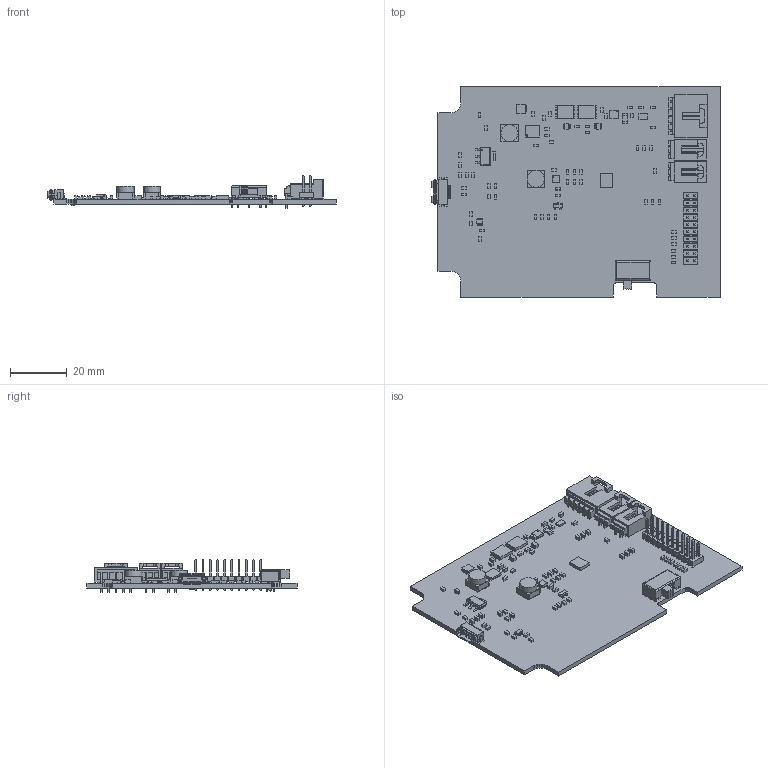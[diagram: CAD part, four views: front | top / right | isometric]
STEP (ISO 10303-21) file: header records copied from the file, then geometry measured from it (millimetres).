
FILE_DESCRIPTION(('Open CASCADE Model'),'2;1');
FILE_NAME('Open CASCADE Shape Model','2020-03-04T12:08:43',('Author'),( 'Open CASCADE'),'Open CASCADE STEP processor 6.8','Open CASCADE 6.8' ,'Unknown');
FILE_SCHEMA(('AUTOMOTIVE_DESIGN { 1 0 10303 214 1 1 1 1 }'));
Length unit declared in the file: millimetre
Products named in the file (179): PCB; Board; Open CASCADE STEP translator 6.8 2.1.1; R42; 6555029152; Extruded; R41; R40; R39; R33; R31; D1; SOT95P240X130-3N; C8; 6555028032; C11; IC2; 6535671024; Body; PinsArrayLR; PinsArrayTB; L1; 6535671504; body; cylinder; pin; Open_CASCADE_STEP_translator_6.8_1.3.1; R17; 6520746800; C18; C19; IC6; 6535668304; ThermalPin; L2; 6535666784; R34; R37; R38; Q2 ...
Assembly tree (239 placements, depth 5):
  PCB
    Board
      Open CASCADE STEP translator 6.8 2.1.1
    R42
      6555029152
        Extruded
    R41
      6555029152
        Extruded
    R40
      6555029152
        Extruded
    R39
      6555029152
        Extruded
    R33
      6555029152
        Extruded
    R31
      6555029152
        Extruded
    D1
      SOT95P240X130-3N
    C8
      6555028032
        Extruded
    C11
      6555028032
        Extruded
    IC2
      6535671024
        Body
        PinsArrayLR
        PinsArrayTB
    L1
      6535671504
        body
        cylinder
        pin  x2
          Open_CASCADE_STEP_translator_6.8_1.3.1
    R17
      6520746800
        Extruded
    C18
      6555028032
        Extruded
    C19
      6555028032
        Extruded
    IC6
      6535668304
        Body
        ThermalPin
        PinsArrayLR
        PinsArrayTB
    L2
      6535666784
        body
        cylinder
        pin  x2
Bounding box: 101.65 x 74.1 x 11.61 mm (x, y, z)
Volume: 14596.1 mm3; surface area: 21407.2 mm2
Topology: 260 solids, 260 shells, 3154 faces, 7371 edges, 4738 vertices
Faces by surface type: plane 2705, cylinder 253, bspline 180, cone 16
Full cylindrical faces by diameter (mm): 0.125 x1, 0.312 x1, 0.375 x1, 0.438 x1, 0.5 x1, 6 x2
Entity records: 77128 total; most frequent: CARTESIAN_POINT 13278, ORIENTED_EDGE 11744, DIRECTION 11644, EDGE_CURVE 5872, LINE 5396, VECTOR 5396, VERTEX_POINT 3750, AXIS2_PLACEMENT_3D 3124
